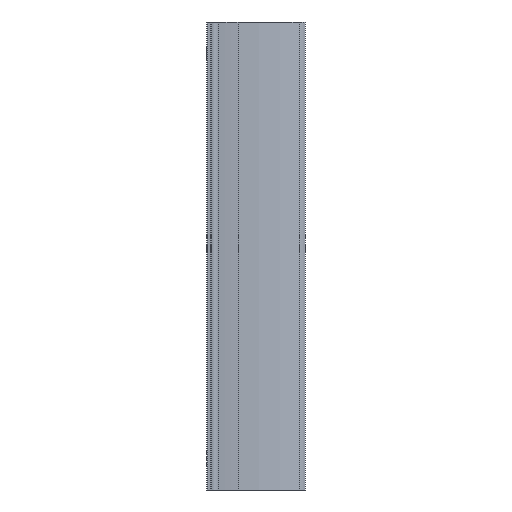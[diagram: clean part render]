
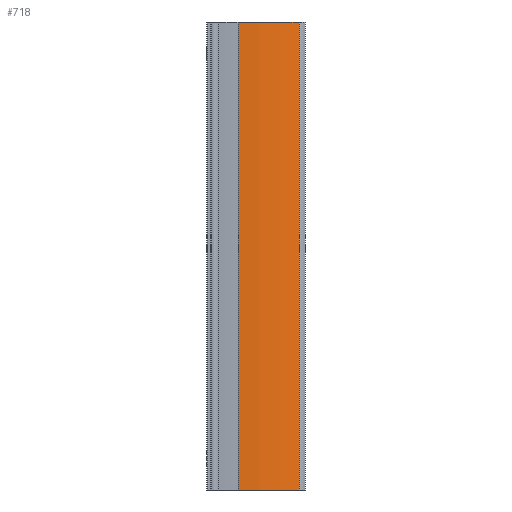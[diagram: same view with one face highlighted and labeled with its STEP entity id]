
A CAD part, left-side view. The second image highlights one B-rep face of the part: STEP entity #718.
In plain terms, the highlighted cylindrical face has radius 45.395 mm (diameter 90.791 mm), a partial arc.
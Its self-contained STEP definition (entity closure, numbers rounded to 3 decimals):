
#77=LINE('',#1208,#129);
#81=LINE('',#1215,#133);
#129=VECTOR('',#979,10.);
#133=VECTOR('',#989,10.);
#200=FACE_OUTER_BOUND('',#240,.T.);
#240=EDGE_LOOP('',(#641,#642,#643,#644));
#263=CIRCLE('',#762,45.395);
#283=CIRCLE('',#783,45.395);
#314=VERTEX_POINT('',#1090);
#315=VERTEX_POINT('',#1092);
#348=VERTEX_POINT('',#1159);
#349=VERTEX_POINT('',#1161);
#382=EDGE_CURVE('',#314,#315,#263,.T.);
#416=EDGE_CURVE('',#348,#349,#283,.T.);
#441=EDGE_CURVE('',#349,#314,#77,.T.);
#445=EDGE_CURVE('',#315,#348,#81,.T.);
#641=ORIENTED_EDGE('',*,*,#441,.F.);
#642=ORIENTED_EDGE('',*,*,#416,.F.);
#643=ORIENTED_EDGE('',*,*,#445,.F.);
#644=ORIENTED_EDGE('',*,*,#382,.F.);
#685=CYLINDRICAL_SURFACE('',#822,45.395);
#718=ADVANCED_FACE('',(#200),#685,.T.);
#762=AXIS2_PLACEMENT_3D('',#1093,#870,#871);
#783=AXIS2_PLACEMENT_3D('',#1162,#926,#927);
#822=AXIS2_PLACEMENT_3D('',#1249,#1039,#1040);
#870=DIRECTION('center_axis',(0.,0.,-1.));
#871=DIRECTION('ref_axis',(-1.,-0.018,0.));
#926=DIRECTION('center_axis',(0.,0.,1.));
#927=DIRECTION('ref_axis',(-1.,-0.018,0.));
#979=DIRECTION('',(0.,0.,-1.));
#989=DIRECTION('',(0.,0.,1.));
#1039=DIRECTION('center_axis',(0.,0.,1.));
#1040=DIRECTION('ref_axis',(-1.,-0.018,0.));
#1090=CARTESIAN_POINT('',(-90.449,-9.072,-74.2));
#1092=CARTESIAN_POINT('',(-95.186,10.3,-74.2));
#1093=CARTESIAN_POINT('Origin',(-49.798,11.133,-74.2));
#1159=CARTESIAN_POINT('',(-95.186,10.3,74.2));
#1161=CARTESIAN_POINT('',(-90.449,-9.072,74.2));
#1162=CARTESIAN_POINT('Origin',(-49.798,11.133,74.2));
#1208=CARTESIAN_POINT('',(-90.449,-9.072,0.));
#1215=CARTESIAN_POINT('',(-95.186,10.3,0.));
#1249=CARTESIAN_POINT('Origin',(-49.798,11.133,0.));
